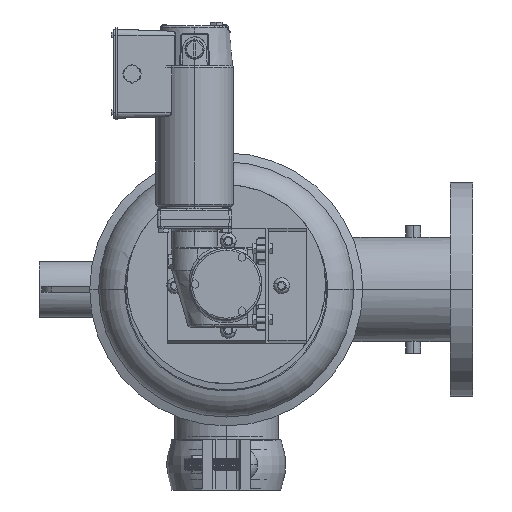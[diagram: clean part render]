
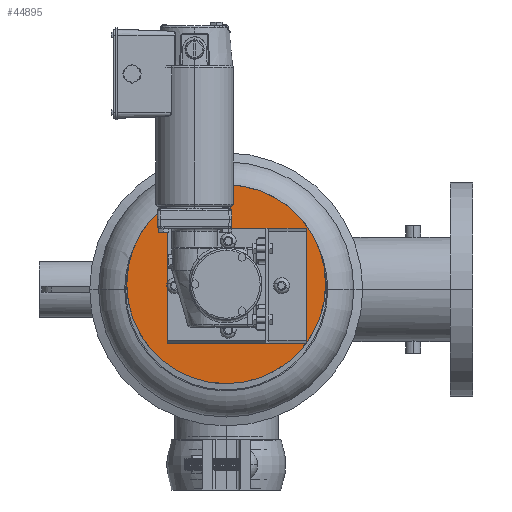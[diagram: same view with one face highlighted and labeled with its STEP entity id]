
A CAD part, left-side view. The second image highlights one B-rep face of the part: STEP entity #44895.
In plain terms, the highlighted planar face has unit normal (-1, 0, 0).
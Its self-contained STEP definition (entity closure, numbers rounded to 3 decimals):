
#2101 = ORIENTED_EDGE ( 'NONE', *, *, #54222, .F. ) ;
#5105 = EDGE_LOOP ( 'NONE', ( #2101, #53121 ) ) ;
#5856 = DIRECTION ( 'NONE',  ( 1., 0., 0. ) ) ;
#6087 = AXIS2_PLACEMENT_3D ( 'NONE', #6218, #5856, #36941 ) ;
#6218 = CARTESIAN_POINT ( 'NONE',  ( 0., 0., 5.562 ) ) ;
#8804 = VERTEX_POINT ( 'NONE', #24349 ) ;
#14416 = VERTEX_POINT ( 'NONE', #41628 ) ;
#16230 = DIRECTION ( 'NONE',  ( 0., 0., -1. ) ) ;
#24349 = CARTESIAN_POINT ( 'NONE',  ( 0., 0., -100.8 ) ) ;
#24982 = CARTESIAN_POINT ( 'NONE',  ( 0., 0., 5.562 ) ) ;
#26300 = DIRECTION ( 'NONE',  ( 1., 0., 0. ) ) ;
#26639 = AXIS2_PLACEMENT_3D ( 'NONE', #39070, #26300, #30162 ) ;
#29696 = CIRCLE ( 'NONE', #26639, 106.362 ) ;
#30162 = DIRECTION ( 'NONE',  ( 0., 0., -1. ) ) ;
#31864 = AXIS2_PLACEMENT_3D ( 'NONE', #24982, #42320, #16230 ) ;
#36941 = DIRECTION ( 'NONE',  ( 0., 0., -1. ) ) ;
#39070 = CARTESIAN_POINT ( 'NONE',  ( 0., 0., 5.562 ) ) ;
#40819 = CIRCLE ( 'NONE', #6087, 106.362 ) ;
#41628 = CARTESIAN_POINT ( 'NONE',  ( 0., 0., 111.925 ) ) ;
#42320 = DIRECTION ( 'NONE',  ( 1., 0., 0. ) ) ;
#44895 = ADVANCED_FACE ( 'NONE', ( #47510 ), #54916, .F. ) ;
#47510 = FACE_OUTER_BOUND ( 'NONE', #5105, .T. ) ;
#50909 = EDGE_CURVE ( 'NONE', #8804, #14416, #40819, .T. ) ;
#53121 = ORIENTED_EDGE ( 'NONE', *, *, #50909, .F. ) ;
#54222 = EDGE_CURVE ( 'NONE', #14416, #8804, #29696, .T. ) ;
#54916 = PLANE ( 'NONE',  #31864 ) ;
